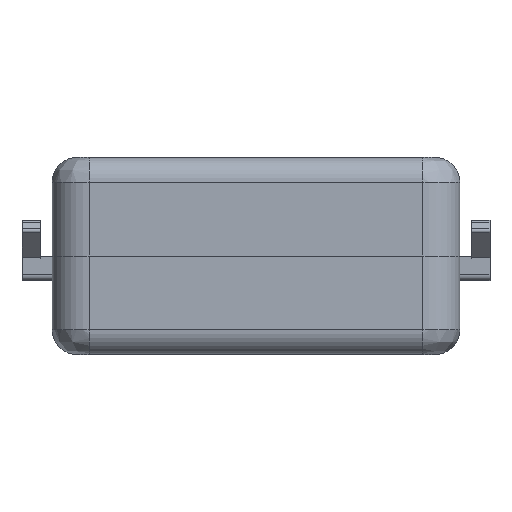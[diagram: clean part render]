
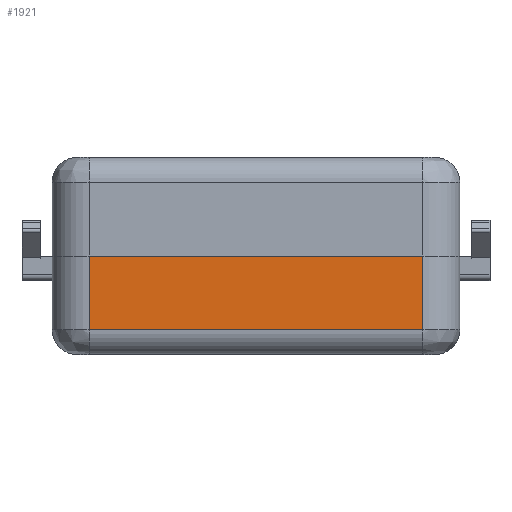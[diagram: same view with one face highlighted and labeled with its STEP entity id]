
A CAD part, front view. The second image highlights one B-rep face of the part: STEP entity #1921.
In plain terms, the highlighted planar face has unit normal (0, -1, 0).
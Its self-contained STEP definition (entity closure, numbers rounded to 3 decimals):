
#1921 = ADVANCED_FACE( '', ( #4271 ), #4272, .F. );
#4271 = FACE_OUTER_BOUND( '', #7252, .T. );
#4272 = PLANE( '', #7253 );
#7252 = EDGE_LOOP( '', ( #13103, #13104, #13105, #13106 ) );
#7253 = AXIS2_PLACEMENT_3D( '', #13107, #13108, #13109 );
#13103 = ORIENTED_EDGE( '', *, *, #19999, .F. );
#13104 = ORIENTED_EDGE( '', *, *, #20000, .T. );
#13105 = ORIENTED_EDGE( '', *, *, #19174, .T. );
#13106 = ORIENTED_EDGE( '', *, *, #20001, .T. );
#13107 = CARTESIAN_POINT( '', ( -16.55, -26.65, 8. ) );
#13108 = DIRECTION( '', ( 0., 1., 0. ) );
#13109 = DIRECTION( '', ( 0., 0., 1. ) );
#19174 = EDGE_CURVE( '', #23592, #23590, #23593, .T. );
#19999 = EDGE_CURVE( '', #24803, #24804, #24805, .T. );
#20000 = EDGE_CURVE( '', #24803, #23592, #24806, .T. );
#20001 = EDGE_CURVE( '', #23590, #24804, #24807, .F. );
#23590 = VERTEX_POINT( '', #30241 );
#23592 = VERTEX_POINT( '', #30243 );
#23593 = LINE( '', #30244, #30245 );
#24803 = VERTEX_POINT( '', #32294 );
#24804 = VERTEX_POINT( '', #32295 );
#24805 = LINE( '', #32296, #32297 );
#24806 = LINE( '', #32298, #32299 );
#24807 = LINE( '', #32300, #32301 );
#30241 = CARTESIAN_POINT( '', ( 13.55, -26.65, 2. ) );
#30243 = CARTESIAN_POINT( '', ( -13.55, -26.65, 2. ) );
#30244 = CARTESIAN_POINT( '', ( -16.55, -26.65, 2. ) );
#30245 = VECTOR( '', #35894, 1000. );
#32294 = CARTESIAN_POINT( '', ( -13.55, -26.65, 8. ) );
#32295 = CARTESIAN_POINT( '', ( 13.55, -26.65, 8. ) );
#32296 = CARTESIAN_POINT( '', ( -16.55, -26.65, 8. ) );
#32297 = VECTOR( '', #36525, 1000. );
#32298 = CARTESIAN_POINT( '', ( -13.55, -26.65, 8. ) );
#32299 = VECTOR( '', #36526, 1000. );
#32300 = CARTESIAN_POINT( '', ( 13.55, -26.65, 8. ) );
#32301 = VECTOR( '', #36527, 1000. );
#35894 = DIRECTION( '', ( 1., 0., 0. ) );
#36525 = DIRECTION( '', ( 1., 0., 0. ) );
#36526 = DIRECTION( '', ( 0., 0., -1. ) );
#36527 = DIRECTION( '', ( 0., 0., -1. ) );
